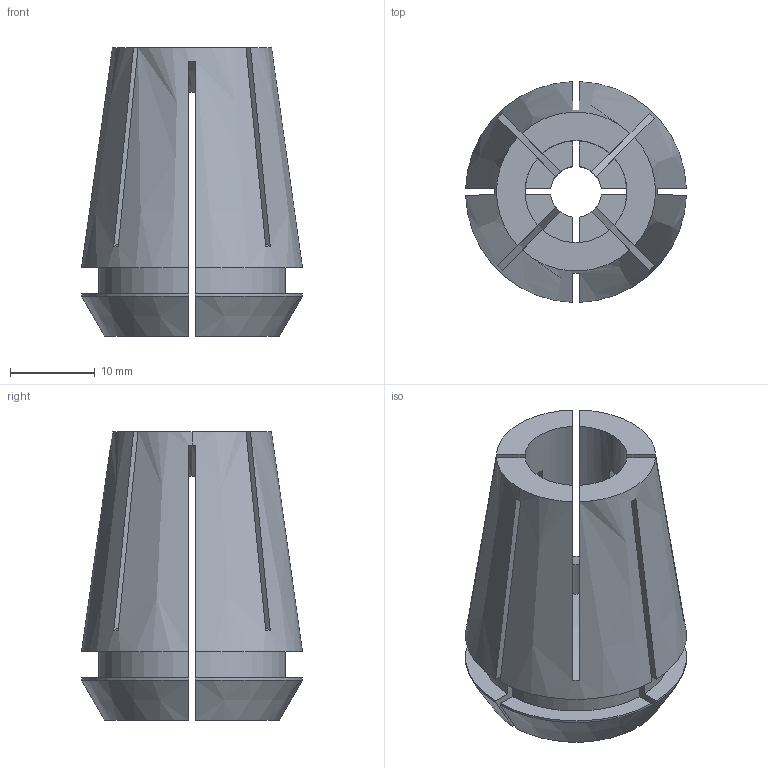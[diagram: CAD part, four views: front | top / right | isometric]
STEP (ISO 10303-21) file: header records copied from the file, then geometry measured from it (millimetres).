
FILE_DESCRIPTION (( 'STEP AP203' ), '1' );
FILE_NAME ('STP-08325-06.STEP', '2017-03-31T05:48:43', ( 'user' ), ( '' ), 'SwSTEP 2.0', 'SolidWorks 2015', '' );
FILE_SCHEMA (( 'CONFIG_CONTROL_DESIGN' ));
Length unit declared in the file: millimetre
Products named in the file (1): STP-08325-06
Bounding box: 25.99 x 25.99 x 34 mm (x, y, z)
Volume: 10468.3 mm3; surface area: 6739 mm2
Topology: 1 solids, 1 shells, 71 faces, 213 edges, 142 vertices
Faces by surface type: plane 40, cylinder 25, cone 6
Entity records: 2572 total; most frequent: CARTESIAN_POINT 586, ORIENTED_EDGE 426, DIRECTION 385, EDGE_CURVE 213, AXIS2_PLACEMENT_3D 143, VERTEX_POINT 142, LINE 99, VECTOR 99
